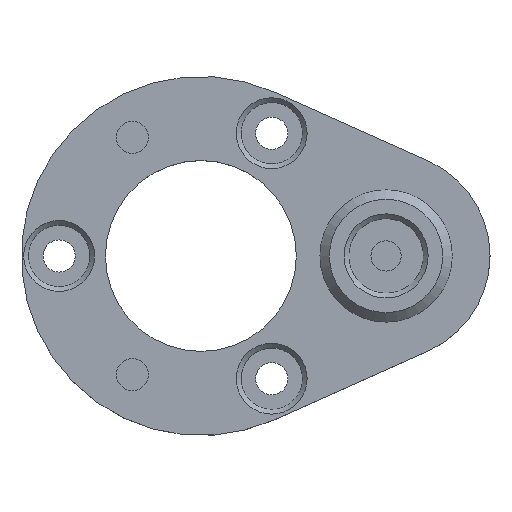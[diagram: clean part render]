
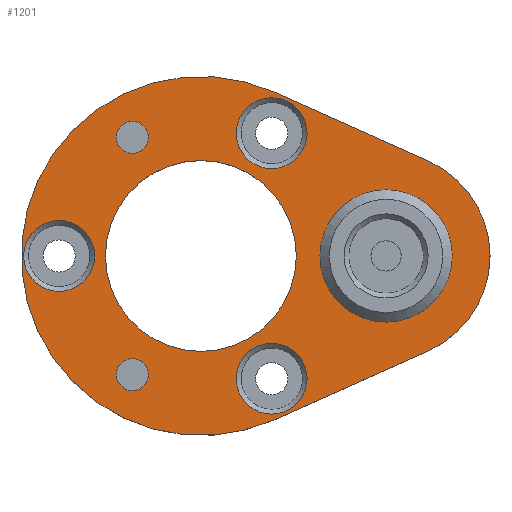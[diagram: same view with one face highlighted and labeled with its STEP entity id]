
A CAD part, top view. The second image highlights one B-rep face of the part: STEP entity #1201.
In plain terms, the highlighted planar face has unit normal (0, 0, 1).
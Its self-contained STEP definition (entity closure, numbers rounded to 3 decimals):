
#47=FACE_BOUND('',#217,.T.);
#48=FACE_BOUND('',#218,.T.);
#49=FACE_BOUND('',#219,.T.);
#50=FACE_BOUND('',#220,.T.);
#51=FACE_BOUND('',#221,.T.);
#52=FACE_BOUND('',#222,.T.);
#53=FACE_BOUND('',#223,.T.);
#68=CIRCLE('',#1302,3.75);
#71=CIRCLE('',#1306,19.);
#72=CIRCLE('',#1307,11.);
#73=CIRCLE('',#1308,3.75);
#74=CIRCLE('',#1309,7.);
#75=CIRCLE('',#1310,1.7);
#76=CIRCLE('',#1311,1.7);
#77=CIRCLE('',#1312,10.1);
#78=CIRCLE('',#1313,3.75);
#131=FACE_OUTER_BOUND('',#216,.T.);
#216=EDGE_LOOP('',(#935,#936,#937,#938));
#217=EDGE_LOOP('',(#939));
#218=EDGE_LOOP('',(#940));
#219=EDGE_LOOP('',(#941));
#220=EDGE_LOOP('',(#942));
#221=EDGE_LOOP('',(#943));
#222=EDGE_LOOP('',(#944));
#223=EDGE_LOOP('',(#945));
#352=LINE('',#1932,#476);
#353=LINE('',#1936,#477);
#476=VECTOR('',#1552,10.);
#477=VECTOR('',#1555,10.);
#580=VERTEX_POINT('',#1922);
#583=VERTEX_POINT('',#1930);
#584=VERTEX_POINT('',#1931);
#585=VERTEX_POINT('',#1933);
#586=VERTEX_POINT('',#1935);
#587=VERTEX_POINT('',#1938);
#588=VERTEX_POINT('',#1940);
#589=VERTEX_POINT('',#1942);
#590=VERTEX_POINT('',#1944);
#591=VERTEX_POINT('',#1946);
#592=VERTEX_POINT('',#1948);
#710=EDGE_CURVE('',#580,#580,#68,.T.);
#714=EDGE_CURVE('',#583,#584,#352,.T.);
#715=EDGE_CURVE('',#584,#585,#71,.T.);
#716=EDGE_CURVE('',#586,#585,#353,.T.);
#717=EDGE_CURVE('',#586,#583,#72,.T.);
#718=EDGE_CURVE('',#587,#587,#73,.T.);
#719=EDGE_CURVE('',#588,#588,#74,.T.);
#720=EDGE_CURVE('',#589,#589,#75,.T.);
#721=EDGE_CURVE('',#590,#590,#76,.T.);
#722=EDGE_CURVE('',#591,#591,#77,.T.);
#723=EDGE_CURVE('',#592,#592,#78,.T.);
#935=ORIENTED_EDGE('',*,*,#714,.T.);
#936=ORIENTED_EDGE('',*,*,#715,.T.);
#937=ORIENTED_EDGE('',*,*,#716,.F.);
#938=ORIENTED_EDGE('',*,*,#717,.T.);
#939=ORIENTED_EDGE('',*,*,#718,.F.);
#940=ORIENTED_EDGE('',*,*,#719,.F.);
#941=ORIENTED_EDGE('',*,*,#720,.T.);
#942=ORIENTED_EDGE('',*,*,#721,.T.);
#943=ORIENTED_EDGE('',*,*,#722,.T.);
#944=ORIENTED_EDGE('',*,*,#723,.F.);
#945=ORIENTED_EDGE('',*,*,#710,.F.);
#1145=PLANE('',#1305);
#1201=ADVANCED_FACE('',(#131,#47,#48,#49,#50,#51,#52,#53),#1145,.T.);
#1302=AXIS2_PLACEMENT_3D('',#1923,#1543,#1544);
#1305=AXIS2_PLACEMENT_3D('',#1929,#1550,#1551);
#1306=AXIS2_PLACEMENT_3D('',#1934,#1553,#1554);
#1307=AXIS2_PLACEMENT_3D('',#1937,#1556,#1557);
#1308=AXIS2_PLACEMENT_3D('',#1939,#1558,#1559);
#1309=AXIS2_PLACEMENT_3D('',#1941,#1560,#1561);
#1310=AXIS2_PLACEMENT_3D('',#1943,#1562,#1563);
#1311=AXIS2_PLACEMENT_3D('',#1945,#1564,#1565);
#1312=AXIS2_PLACEMENT_3D('',#1947,#1566,#1567);
#1313=AXIS2_PLACEMENT_3D('',#1949,#1568,#1569);
#1543=DIRECTION('center_axis',(0.,0.,1.));
#1544=DIRECTION('ref_axis',(0.5,0.866,0.));
#1550=DIRECTION('center_axis',(0.,0.,1.));
#1551=DIRECTION('ref_axis',(1.,0.,0.));
#1552=DIRECTION('',(-0.913,0.408,0.));
#1553=DIRECTION('center_axis',(0.,0.,1.));
#1554=DIRECTION('ref_axis',(1.,0.,0.));
#1555=DIRECTION('',(-0.913,-0.408,0.));
#1556=DIRECTION('center_axis',(0.,0.,1.));
#1557=DIRECTION('ref_axis',(1.,0.,0.));
#1558=DIRECTION('center_axis',(0.,0.,1.));
#1559=DIRECTION('ref_axis',(-1.,0.,0.));
#1560=DIRECTION('center_axis',(0.,0.,1.));
#1561=DIRECTION('ref_axis',(1.,0.,0.));
#1562=DIRECTION('center_axis',(0.,0.,-1.));
#1563=DIRECTION('ref_axis',(1.,0.,0.));
#1564=DIRECTION('center_axis',(0.,0.,-1.));
#1565=DIRECTION('ref_axis',(1.,0.,0.));
#1566=DIRECTION('center_axis',(0.,0.,-1.));
#1567=DIRECTION('ref_axis',(1.,0.,0.));
#1568=DIRECTION('center_axis',(0.,0.,1.));
#1569=DIRECTION('ref_axis',(0.5,-0.866,0.));
#1922=CARTESIAN_POINT('',(5.625,-16.238,0.));
#1923=CARTESIAN_POINT('Origin',(7.5,-12.99,0.));
#1929=CARTESIAN_POINT('Origin',(5.8,0.,0.));
#1930=CARTESIAN_POINT('',(24.09,10.042,0.));
#1931=CARTESIAN_POINT('',(7.755,17.345,0.));
#1932=CARTESIAN_POINT('',(24.09,10.042,0.));
#1933=CARTESIAN_POINT('',(7.755,-17.345,0.));
#1934=CARTESIAN_POINT('Origin',(0.,0.,0.));
#1935=CARTESIAN_POINT('',(24.09,-10.042,0.));
#1936=CARTESIAN_POINT('',(24.09,-10.042,0.));
#1937=CARTESIAN_POINT('Origin',(19.6,0.,0.));
#1938=CARTESIAN_POINT('',(11.25,12.99,0.));
#1939=CARTESIAN_POINT('Origin',(7.5,12.99,0.));
#1940=CARTESIAN_POINT('',(12.6,0.,0.));
#1941=CARTESIAN_POINT('Origin',(19.6,0.,0.));
#1942=CARTESIAN_POINT('',(-8.95,12.557,0.));
#1943=CARTESIAN_POINT('Origin',(-7.25,12.557,0.));
#1944=CARTESIAN_POINT('',(-8.95,-12.557,0.));
#1945=CARTESIAN_POINT('Origin',(-7.25,-12.557,0.));
#1946=CARTESIAN_POINT('',(-10.1,0.,0.));
#1947=CARTESIAN_POINT('Origin',(0.,0.,0.));
#1948=CARTESIAN_POINT('',(-16.875,3.248,0.));
#1949=CARTESIAN_POINT('Origin',(-15.,0.,0.));
